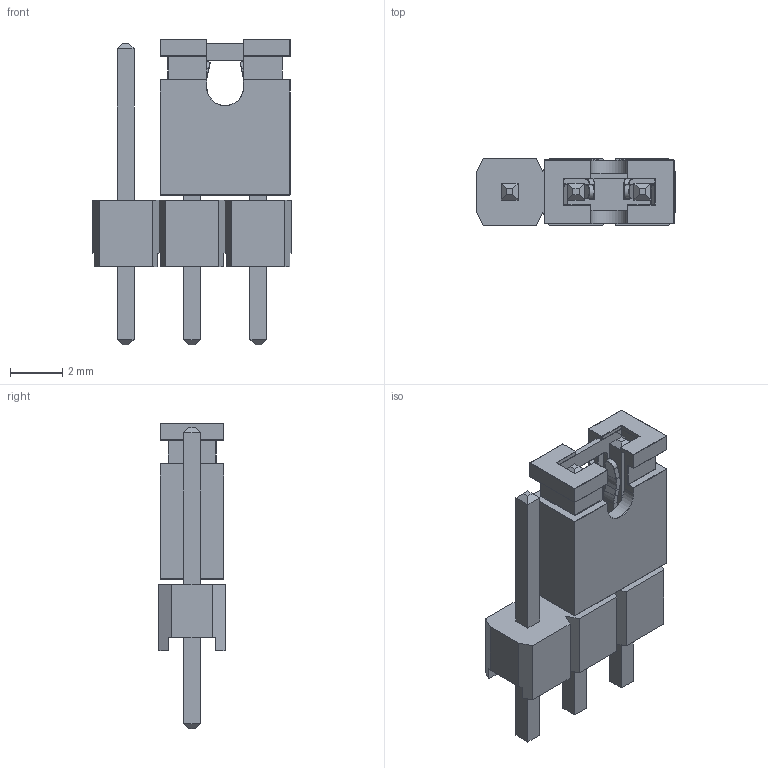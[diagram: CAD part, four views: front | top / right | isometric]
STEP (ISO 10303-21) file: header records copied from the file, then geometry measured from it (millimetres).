
FILE_DESCRIPTION(/* description */ (''),/* implementation_level */ '2;1');
FILE_NAME(/* name */ 'pin header 1x3 and jumper close.step',/* time_stamp */ '2022-05-26T13:33:01+03:00',/* author */ (''),/* organization */ (''),/* preprocessor_version */ 'ST-DEVELOPER v18.1',/* originating_system */ 'Autodesk Translation Framework v10.14.0.1471',/* authorisation */ '');
FILE_SCHEMA (('AUTOMOTIVE_DESIGN { 1 0 10303 214 3 1 1 }'));
Length unit declared in the file: millimetre
Products named in the file (1): (Unsaved)
Bounding box: 7.62 x 2.54 x 11.71 mm (x, y, z)
Volume: 89.3 mm3; surface area: 390.1 mm2
Topology: 5 solids, 5 shells, 698 faces, 1604 edges, 910 vertices
Faces by surface type: cylinder 252, plane 198, bspline 128, torus 76, sphere 44
Entity records: 22754 total; most frequent: CARTESIAN_POINT 6597, DIRECTION 3284, ORIENTED_EDGE 3208, EDGE_CURVE 1604, AXIS2_PLACEMENT_3D 1239, VERTEX_POINT 910, LINE 806, VECTOR 806
